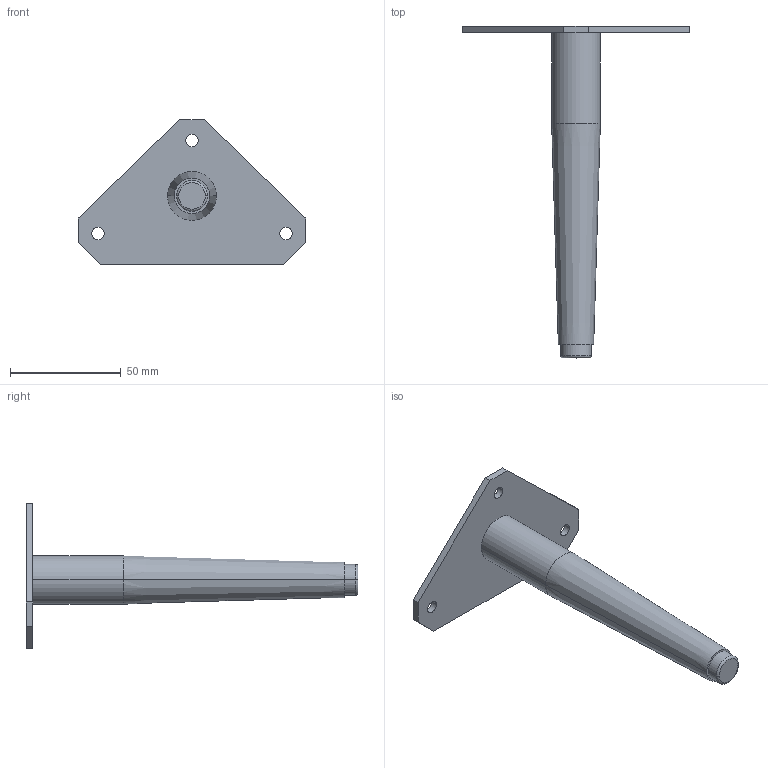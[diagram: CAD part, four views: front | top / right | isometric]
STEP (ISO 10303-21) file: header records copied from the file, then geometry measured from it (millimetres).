
FILE_DESCRIPTION (( 'STEP AP214' ), '1' );
FILE_NAME ('F003057,F003058_3D.step', '2022-07-07T08:11:21', ( '' ), ( '' ), 'SwSTEP 2.0', 'SolidWorks 2020', '' );
FILE_SCHEMA (( 'AUTOMOTIVE_DESIGN' ));
Length unit declared in the file: millimetre
Products named in the file (1): F003057,F003058_3D
Bounding box: 102.8 x 150 x 65.5 mm (x, y, z)
Volume: 58639.3 mm3; surface area: 19639.3 mm2
Topology: 2 solids, 2 shells, 27 faces, 62 edges, 40 vertices
Faces by surface type: plane 13, cylinder 10, torus 2, cone 2
Entity records: 825 total; most frequent: DIRECTION 144, CARTESIAN_POINT 130, ORIENTED_EDGE 124, EDGE_CURVE 62, AXIS2_PLACEMENT_3D 54, VERTEX_POINT 40, LINE 36, VECTOR 36
